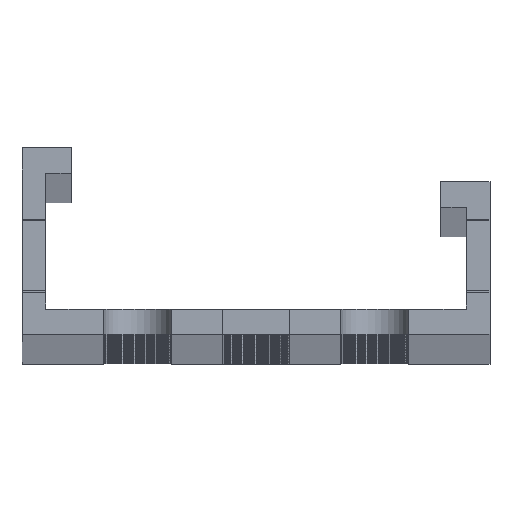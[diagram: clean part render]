
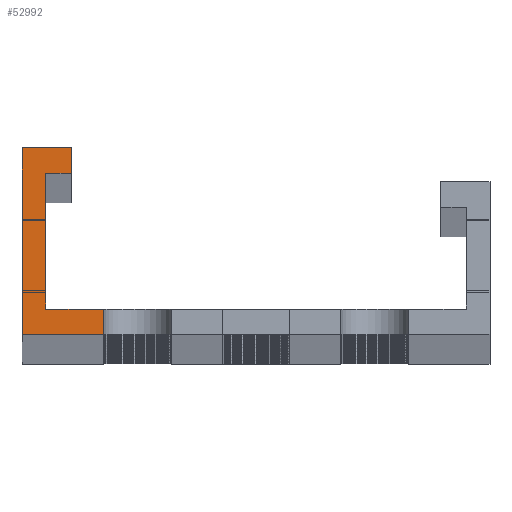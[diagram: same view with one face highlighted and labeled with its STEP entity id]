
A CAD part, top view. The second image highlights one B-rep face of the part: STEP entity #52992.
In plain terms, the highlighted planar face has unit normal (0, 0, 1).
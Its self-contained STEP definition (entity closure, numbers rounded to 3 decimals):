
#9161=DIRECTION('',(0.,1.,0.));
#9162=VECTOR('',#9161,1.5);
#9163=CARTESIAN_POINT('',(-9.,-0.1,1000.1));
#9164=LINE('',#9163,#9162);
#9165=DIRECTION('',(1.,0.,0.));
#9166=VECTOR('',#9165,4.8);
#9167=CARTESIAN_POINT('',(-13.8,-0.1,1000.1));
#9168=LINE('',#9167,#9166);
#9169=DIRECTION('',(0.,-1.,0.));
#9170=VECTOR('',#9169,11.);
#9171=CARTESIAN_POINT('',(-13.8,10.9,1000.1));
#9172=LINE('',#9171,#9170);
#9173=DIRECTION('',(-1.,0.,0.));
#9174=VECTOR('',#9173,2.9);
#9175=CARTESIAN_POINT('',(-10.9,10.9,1000.1));
#9176=LINE('',#9175,#9174);
#9177=DIRECTION('',(0.,1.,0.));
#9178=VECTOR('',#9177,1.5);
#9179=CARTESIAN_POINT('',(-10.9,9.4,1000.1));
#9180=LINE('',#9179,#9178);
#9181=DIRECTION('',(1.,0.,0.));
#9182=VECTOR('',#9181,1.5);
#9183=CARTESIAN_POINT('',(-12.4,9.4,1000.1));
#9184=LINE('',#9183,#9182);
#9185=DIRECTION('',(0.,1.,0.));
#9186=VECTOR('',#9185,8.);
#9187=CARTESIAN_POINT('',(-12.4,1.4,1000.1));
#9188=LINE('',#9187,#9186);
#9189=DIRECTION('',(-1.,0.,0.));
#9190=VECTOR('',#9189,3.4);
#9191=CARTESIAN_POINT('',(-9.,1.4,1000.1));
#9192=LINE('',#9191,#9190);
#36665=CARTESIAN_POINT('',(-10.9,10.9,1000.1));
#36666=CARTESIAN_POINT('',(-13.8,10.9,1000.1));
#36667=VERTEX_POINT('',#36665);
#36668=VERTEX_POINT('',#36666);
#36669=CARTESIAN_POINT('',(-13.8,-0.1,1000.1));
#36670=VERTEX_POINT('',#36669);
#36683=CARTESIAN_POINT('',(-12.4,1.4,1000.1));
#36684=CARTESIAN_POINT('',(-12.4,9.4,1000.1));
#36685=VERTEX_POINT('',#36683);
#36686=VERTEX_POINT('',#36684);
#36687=CARTESIAN_POINT('',(-10.9,9.4,1000.1));
#36688=VERTEX_POINT('',#36687);
#36701=CARTESIAN_POINT('',(-9.,-0.1,1000.1));
#36702=CARTESIAN_POINT('',(-9.,1.4,1000.1));
#36703=VERTEX_POINT('',#36701);
#36704=VERTEX_POINT('',#36702);
#52971=CARTESIAN_POINT('',(0.,0.,1000.1));
#52972=DIRECTION('',(0.,0.,1.));
#52973=DIRECTION('',(1.,0.,0.));
#52974=AXIS2_PLACEMENT_3D('',#52971,#52972,#52973);
#52975=PLANE('',#52974);
#52976=ORIENTED_EDGE('',*,*,#52962,.F.);
#52977=ORIENTED_EDGE('',*,*,#47979,.F.);
#52979=ORIENTED_EDGE('',*,*,#52978,.F.);
#52981=ORIENTED_EDGE('',*,*,#52980,.F.);
#52983=ORIENTED_EDGE('',*,*,#52982,.F.);
#52985=ORIENTED_EDGE('',*,*,#52984,.F.);
#52987=ORIENTED_EDGE('',*,*,#52986,.F.);
#52989=ORIENTED_EDGE('',*,*,#52988,.F.);
#52990=EDGE_LOOP('',(#52976,#52977,#52979,#52981,#52983,#52985,#52987,#52989));
#52991=FACE_OUTER_BOUND('',#52990,.F.);
#52992=ADVANCED_FACE('',(#52991),#52975,.T.);
#47979=EDGE_CURVE('',#36670,#36703,#9168,.T.);
#52962=EDGE_CURVE('',#36703,#36704,#9164,.T.);
#52978=EDGE_CURVE('',#36668,#36670,#9172,.T.);
#52980=EDGE_CURVE('',#36667,#36668,#9176,.T.);
#52982=EDGE_CURVE('',#36688,#36667,#9180,.T.);
#52984=EDGE_CURVE('',#36686,#36688,#9184,.T.);
#52986=EDGE_CURVE('',#36685,#36686,#9188,.T.);
#52988=EDGE_CURVE('',#36704,#36685,#9192,.T.);
